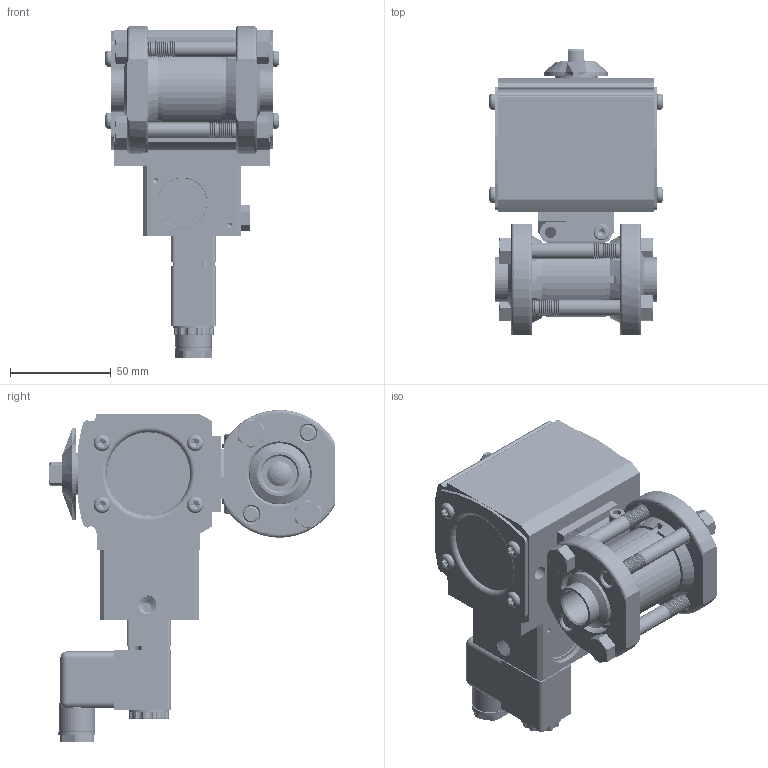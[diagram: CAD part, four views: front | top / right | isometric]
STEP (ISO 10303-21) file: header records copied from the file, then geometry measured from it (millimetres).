
FILE_DESCRIPTION (( 'STEP AP203' ), '1' );
FILE_NAME ('27XXSWFA512D4GPDS.step', '2018-09-05T12:34:54', ( '' ), ( '' ), 'SwSTEP 2.0', 'SolidWorks 2018', '' );
FILE_SCHEMA (( 'CONFIG_CONTROL_DESIGN' ));
Products named in the file (1): 27XXSWFA512D4GPDS
Bounding box: 86.49 x 142.33 x 165.13 mm (x, y, z)
Volume: 441306.5 mm3; surface area: 168076.9 mm2
Topology: 48 solids, 48 shells, 4010 faces, 10746 edges, 6837 vertices
Faces by surface type: cylinder 1803, cone 1194, plane 658, torus 185, bspline 164, sphere 6
Entity records: 193566 total; most frequent: CARTESIAN_POINT 97046, ORIENTED_EDGE 21148, DIRECTION 19945, EDGE_CURVE 10574, AXIS2_PLACEMENT_3D 8039, VERTEX_POINT 6833, EDGE_LOOP 4323, CIRCLE 4192
